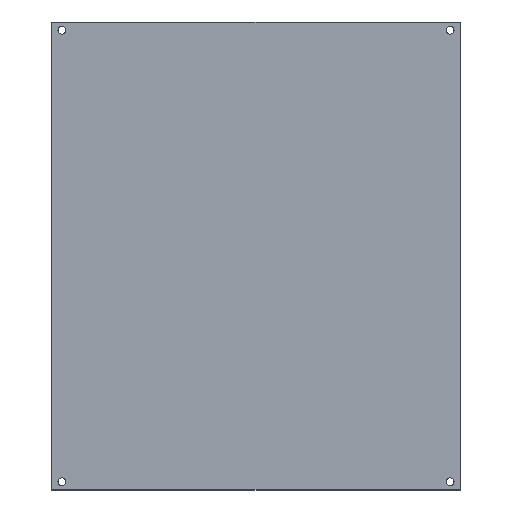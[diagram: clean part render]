
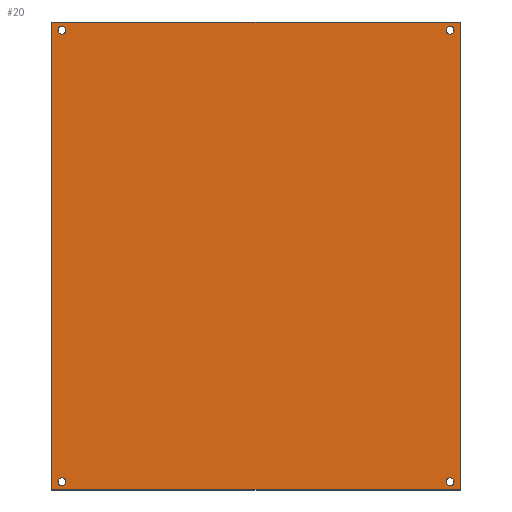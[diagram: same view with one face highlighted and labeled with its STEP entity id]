
A CAD part, top view. The second image highlights one B-rep face of the part: STEP entity #20.
In plain terms, the highlighted planar face has unit normal (0, 0, 1).
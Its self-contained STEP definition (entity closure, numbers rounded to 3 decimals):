
#1 = EDGE_CURVE ( 'NONE', #4, #5, #175, .T. ) ;
#4 = VERTEX_POINT ( 'NONE', #152 ) ;
#5 = VERTEX_POINT ( 'NONE', #151 ) ;
#15 = EDGE_CURVE ( 'NONE', #16, #17, #201, .T. ) ;
#16 = VERTEX_POINT ( 'NONE', #254 ) ;
#17 = VERTEX_POINT ( 'NONE', #253 ) ;
#19 = EDGE_LOOP ( 'NONE', ( #44, #45 ) ) ;
#20 = ADVANCED_FACE ( 'NONE', ( #226, #225, #224, #223, #222 ), #262, .T. ) ;
#21 = EDGE_LOOP ( 'NONE', ( #47, #48 ) ) ;
#23 = VERTEX_POINT ( 'NONE', #263 ) ;
#24 = VERTEX_POINT ( 'NONE', #212 ) ;
#25 = ORIENTED_EDGE ( 'NONE', *, *, #26, .F. ) ;
#26 = EDGE_CURVE ( 'NONE', #76, #81, #251, .T. ) ;
#27 = ORIENTED_EDGE ( 'NONE', *, *, #15, .F. ) ;
#34 = EDGE_CURVE ( 'NONE', #54, #24, #267, .T. ) ;
#35 = ORIENTED_EDGE ( 'NONE', *, *, #80, .F. ) ;
#36 = EDGE_LOOP ( 'NONE', ( #27, #38 ) ) ;
#37 = EDGE_CURVE ( 'NONE', #24, #23, #231, .T. ) ;
#38 = ORIENTED_EDGE ( 'NONE', *, *, #39, .F. ) ;
#39 = EDGE_CURVE ( 'NONE', #17, #16, #197, .T. ) ;
#40 = ORIENTED_EDGE ( 'NONE', *, *, #37, .T. ) ;
#41 = ORIENTED_EDGE ( 'NONE', *, *, #42, .T. ) ;
#42 = EDGE_CURVE ( 'NONE', #23, #53, #192, .T. ) ;
#43 = EDGE_LOOP ( 'NONE', ( #35, #25 ) ) ;
#44 = ORIENTED_EDGE ( 'NONE', *, *, #1, .F. ) ;
#45 = ORIENTED_EDGE ( 'NONE', *, *, #46, .F. ) ;
#46 = EDGE_CURVE ( 'NONE', #5, #4, #220, .T. ) ;
#47 = ORIENTED_EDGE ( 'NONE', *, *, #72, .F. ) ;
#48 = ORIENTED_EDGE ( 'NONE', *, *, #49, .F. ) ;
#49 = EDGE_CURVE ( 'NONE', #74, #73, #215, .T. ) ;
#50 = EDGE_LOOP ( 'NONE', ( #51, #55, #40, #41 ) ) ;
#51 = ORIENTED_EDGE ( 'NONE', *, *, #52, .T. ) ;
#52 = EDGE_CURVE ( 'NONE', #53, #54, #434, .T. ) ;
#53 = VERTEX_POINT ( 'NONE', #437 ) ;
#54 = VERTEX_POINT ( 'NONE', #436 ) ;
#55 = ORIENTED_EDGE ( 'NONE', *, *, #34, .T. ) ;
#72 = EDGE_CURVE ( 'NONE', #73, #74, #333, .T. ) ;
#73 = VERTEX_POINT ( 'NONE', #325 ) ;
#74 = VERTEX_POINT ( 'NONE', #324 ) ;
#76 = VERTEX_POINT ( 'NONE', #323 ) ;
#80 = EDGE_CURVE ( 'NONE', #81, #76, #321, .T. ) ;
#81 = VERTEX_POINT ( 'NONE', #316 ) ;
#151 = CARTESIAN_POINT ( 'NONE',  ( 158.675, -181., 2. ) ) ;
#152 = CARTESIAN_POINT ( 'NONE',  ( 152.325, -181., 2. ) ) ;
#153 = DIRECTION ( 'NONE',  ( 1., 0., 0. ) ) ;
#154 = DIRECTION ( 'NONE',  ( 0., 0., 1. ) ) ;
#173 = CARTESIAN_POINT ( 'NONE',  ( 155.5, -181., 2. ) ) ;
#174 = AXIS2_PLACEMENT_3D ( 'NONE', #173, #154, #153 ) ;
#175 = CIRCLE ( 'NONE', #174, 3.175 ) ;
#190 = VECTOR ( 'NONE', #221, 1000. ) ;
#191 = CARTESIAN_POINT ( 'NONE',  ( -163.5, 187.5, 2. ) ) ;
#192 = LINE ( 'NONE', #191, #190 ) ;
#193 = DIRECTION ( 'NONE',  ( 1., 0., 0. ) ) ;
#194 = DIRECTION ( 'NONE',  ( 0., 0., 1. ) ) ;
#195 = CARTESIAN_POINT ( 'NONE',  ( -155.5, -181., 2. ) ) ;
#196 = AXIS2_PLACEMENT_3D ( 'NONE', #195, #194, #193 ) ;
#197 = CIRCLE ( 'NONE', #196, 3.175 ) ;
#199 = CARTESIAN_POINT ( 'NONE',  ( -155.5, -181., 2. ) ) ;
#200 = AXIS2_PLACEMENT_3D ( 'NONE', #199, #256, #255 ) ;
#201 = CIRCLE ( 'NONE', #200, 3.175 ) ;
#212 = CARTESIAN_POINT ( 'NONE',  ( 163.5, -187.5, 2. ) ) ;
#213 = CARTESIAN_POINT ( 'NONE',  ( -155.5, 181., 2. ) ) ;
#214 = AXIS2_PLACEMENT_3D ( 'NONE', #213, #435, #486 ) ;
#215 = CIRCLE ( 'NONE', #214, 3.175 ) ;
#216 = DIRECTION ( 'NONE',  ( 1., 0., 0. ) ) ;
#217 = DIRECTION ( 'NONE',  ( 0., 0., 1. ) ) ;
#218 = CARTESIAN_POINT ( 'NONE',  ( 155.5, -181., 2. ) ) ;
#219 = AXIS2_PLACEMENT_3D ( 'NONE', #218, #217, #216 ) ;
#220 = CIRCLE ( 'NONE', #219, 3.175 ) ;
#221 = DIRECTION ( 'NONE',  ( -1., 0., 0. ) ) ;
#222 = FACE_BOUND ( 'NONE', #36, .T. ) ;
#223 = FACE_BOUND ( 'NONE', #43, .T. ) ;
#224 = FACE_OUTER_BOUND ( 'NONE', #50, .T. ) ;
#225 = FACE_BOUND ( 'NONE', #21, .T. ) ;
#226 = FACE_BOUND ( 'NONE', #19, .T. ) ;
#228 = DIRECTION ( 'NONE',  ( 0., 1., 0. ) ) ;
#229 = VECTOR ( 'NONE', #228, 1000. ) ;
#230 = CARTESIAN_POINT ( 'NONE',  ( 163.5, 187.5, 2. ) ) ;
#231 = LINE ( 'NONE', #230, #229 ) ;
#247 = DIRECTION ( 'NONE',  ( 1., 0., 0. ) ) ;
#248 = DIRECTION ( 'NONE',  ( 0., 0., 1. ) ) ;
#249 = CARTESIAN_POINT ( 'NONE',  ( 155.5, 181., 2. ) ) ;
#250 = AXIS2_PLACEMENT_3D ( 'NONE', #249, #248, #247 ) ;
#251 = CIRCLE ( 'NONE', #250, 3.175 ) ;
#253 = CARTESIAN_POINT ( 'NONE',  ( -152.325, -181., 2. ) ) ;
#254 = CARTESIAN_POINT ( 'NONE',  ( -158.675, -181., 2. ) ) ;
#255 = DIRECTION ( 'NONE',  ( 1., 0., 0. ) ) ;
#256 = DIRECTION ( 'NONE',  ( 0., 0., 1. ) ) ;
#258 = DIRECTION ( 'NONE',  ( 1., 0., 0. ) ) ;
#259 = DIRECTION ( 'NONE',  ( 0., 0., 1. ) ) ;
#260 = CARTESIAN_POINT ( 'NONE',  ( -163.5, -187.5, 2. ) ) ;
#261 = AXIS2_PLACEMENT_3D ( 'NONE', #260, #259, #258 ) ;
#262 = PLANE ( 'NONE',  #261 ) ;
#263 = CARTESIAN_POINT ( 'NONE',  ( 163.5, 187.5, 2. ) ) ;
#264 = DIRECTION ( 'NONE',  ( 1., 0., 0. ) ) ;
#265 = VECTOR ( 'NONE', #264, 1000. ) ;
#266 = CARTESIAN_POINT ( 'NONE',  ( -163.5, -187.5, 2. ) ) ;
#267 = LINE ( 'NONE', #266, #265 ) ;
#316 = CARTESIAN_POINT ( 'NONE',  ( 152.325, 181., 2. ) ) ;
#317 = DIRECTION ( 'NONE',  ( 1., 0., 0. ) ) ;
#318 = DIRECTION ( 'NONE',  ( 0., 0., 1. ) ) ;
#319 = CARTESIAN_POINT ( 'NONE',  ( 155.5, 181., 2. ) ) ;
#320 = AXIS2_PLACEMENT_3D ( 'NONE', #319, #318, #317 ) ;
#321 = CIRCLE ( 'NONE', #320, 3.175 ) ;
#323 = CARTESIAN_POINT ( 'NONE',  ( 158.675, 181., 2. ) ) ;
#324 = CARTESIAN_POINT ( 'NONE',  ( -152.325, 181., 2. ) ) ;
#325 = CARTESIAN_POINT ( 'NONE',  ( -158.675, 181., 2. ) ) ;
#326 = DIRECTION ( 'NONE',  ( 1., 0., 0. ) ) ;
#327 = DIRECTION ( 'NONE',  ( 0., 0., 1. ) ) ;
#328 = CARTESIAN_POINT ( 'NONE',  ( -155.5, 181., 2. ) ) ;
#329 = AXIS2_PLACEMENT_3D ( 'NONE', #328, #327, #326 ) ;
#333 = CIRCLE ( 'NONE', #329, 3.175 ) ;
#431 = DIRECTION ( 'NONE',  ( 0., -1., 0. ) ) ;
#432 = VECTOR ( 'NONE', #431, 1000. ) ;
#433 = CARTESIAN_POINT ( 'NONE',  ( -163.5, 187.5, 2. ) ) ;
#434 = LINE ( 'NONE', #433, #432 ) ;
#435 = DIRECTION ( 'NONE',  ( 0., 0., 1. ) ) ;
#436 = CARTESIAN_POINT ( 'NONE',  ( -163.5, -187.5, 2. ) ) ;
#437 = CARTESIAN_POINT ( 'NONE',  ( -163.5, 187.5, 2. ) ) ;
#486 = DIRECTION ( 'NONE',  ( 1., 0., 0. ) ) ;
